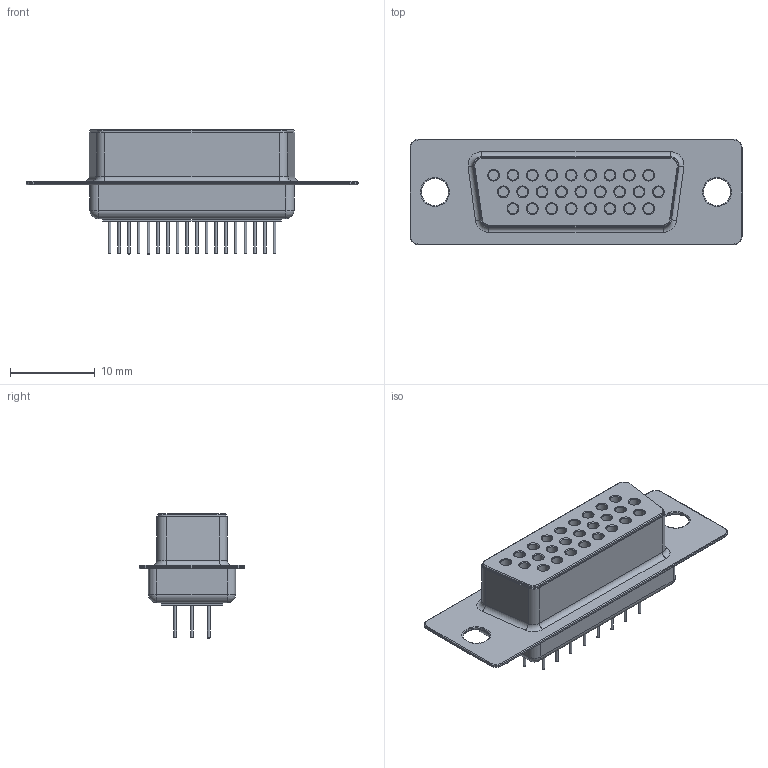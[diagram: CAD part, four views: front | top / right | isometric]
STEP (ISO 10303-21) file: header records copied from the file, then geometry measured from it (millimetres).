
FILE_DESCRIPTION(/* description */ ('model of DSUB-26-HD_Female_Vertical_P2.29x1.98mm_MountingHoles'),/* implementation_level */ '2;1');
FILE_NAME(/* name */ 'DSUB-26-HD_Female_Vertical_P2.29x1.98mm_MountingHoles.step',/* time_stamp */ '2019-01-05T14:19:02',/* author */ ('kicad StepUp','ksu'),/* organization */ ('FreeCAD'),/* preprocessor_version */ 'OCC',/* originating_system */ 'kicad StepUp',/* authorisation */ '');
FILE_SCHEMA(('AUTOMOTIVE_DESIGN { 1 0 10303 214 1 1 1 1 }'));
Length unit declared in the file: millimetre
Products named in the file (1): DSUB_64_female
Bounding box: 39.2 x 12.5 x 14.7 mm (x, y, z)
Volume: 2290.5 mm3; surface area: 2561.9 mm2
Topology: 2 solids, 3 shells, 263 faces, 504 edges, 296 vertices
Faces by surface type: cylinder 90, plane 89, cone 34, revolution 30, torus 16, sphere 4
Full cylindrical faces by diameter (mm): 0.3 x26, 1.2 x26, 3.2 x2
Entity records: 8975 total; most frequent: CARTESIAN_POINT 1585, DIRECTION 1282, ORIENTED_EDGE 996, AXIS2_PLACEMENT_3D 524, EDGE_CURVE 498, FACE_BOUND 322, EDGE_LOOP 322, VERTEX_POINT 296
